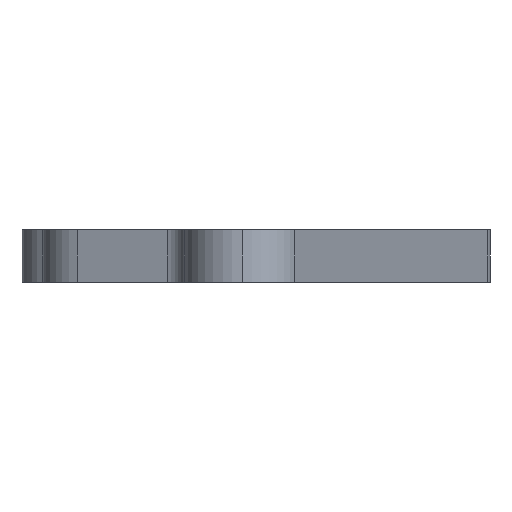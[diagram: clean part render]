
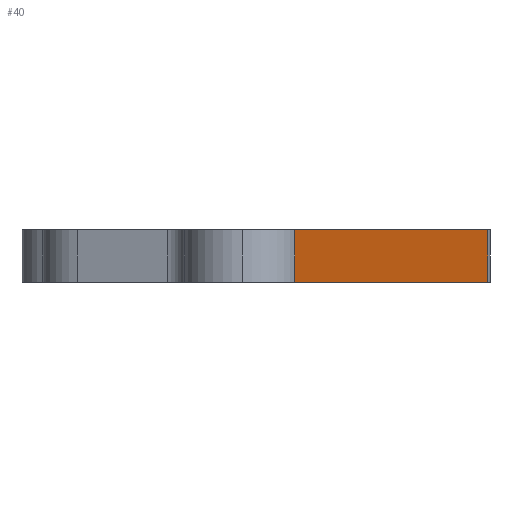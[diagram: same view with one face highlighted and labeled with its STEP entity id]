
A CAD part, left-side view. The second image highlights one B-rep face of the part: STEP entity #40.
In plain terms, the highlighted planar face has unit normal (-0.423, -0.906, 0).
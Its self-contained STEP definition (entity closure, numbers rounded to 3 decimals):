
#10 = CARTESIAN_POINT ( 'NONE',  ( -134.649, -4.969, 10. ) ) ;
#40 = ADVANCED_FACE ( 'NONE', ( #1032 ), #341, .F. ) ;
#79 = LINE ( 'NONE', #647, #1168 ) ;
#82 = LINE ( 'NONE', #184, #581 ) ;
#90 = VERTEX_POINT ( 'NONE', #563 ) ;
#161 = DIRECTION ( 'NONE',  ( 0.906, -0.423, 0. ) ) ;
#184 = CARTESIAN_POINT ( 'NONE',  ( -134.649, -4.969, 10. ) ) ;
#224 = EDGE_LOOP ( 'NONE', ( #1449, #838, #320, #543 ) ) ;
#301 = DIRECTION ( 'NONE',  ( 0., 0., -1. ) ) ;
#320 = ORIENTED_EDGE ( 'NONE', *, *, #431, .F. ) ;
#341 = PLANE ( 'NONE',  #391 ) ;
#373 = EDGE_CURVE ( 'NONE', #90, #1114, #1054, .T. ) ;
#391 = AXIS2_PLACEMENT_3D ( 'NONE', #10, #927, #1387 ) ;
#431 = EDGE_CURVE ( 'NONE', #579, #1451, #82, .T. ) ;
#443 = CARTESIAN_POINT ( 'NONE',  ( -56.027, -41.632, 10. ) ) ;
#494 = DIRECTION ( 'NONE',  ( 0.906, -0.423, 0. ) ) ;
#504 = CARTESIAN_POINT ( 'NONE',  ( -56.027, -41.632, 0. ) ) ;
#530 = DIRECTION ( 'NONE',  ( 0., 0., -1. ) ) ;
#543 = ORIENTED_EDGE ( 'NONE', *, *, #1279, .T. ) ;
#563 = CARTESIAN_POINT ( 'NONE',  ( -134.649, -4.969, 0. ) ) ;
#579 = VERTEX_POINT ( 'NONE', #649 ) ;
#581 = VECTOR ( 'NONE', #161, 1000. ) ;
#647 = CARTESIAN_POINT ( 'NONE',  ( -134.649, -4.969, 10. ) ) ;
#649 = CARTESIAN_POINT ( 'NONE',  ( -134.649, -4.969, 10. ) ) ;
#651 = LINE ( 'NONE', #443, #739 ) ;
#739 = VECTOR ( 'NONE', #301, 1000. ) ;
#825 = CARTESIAN_POINT ( 'NONE',  ( -134.649, -4.969, 0. ) ) ;
#838 = ORIENTED_EDGE ( 'NONE', *, *, #946, .F. ) ;
#927 = DIRECTION ( 'NONE',  ( 0.423, 0.906, 0. ) ) ;
#946 = EDGE_CURVE ( 'NONE', #1451, #1114, #651, .T. ) ;
#1032 = FACE_OUTER_BOUND ( 'NONE', #224, .T. ) ;
#1054 = LINE ( 'NONE', #825, #1417 ) ;
#1114 = VERTEX_POINT ( 'NONE', #504 ) ;
#1137 = CARTESIAN_POINT ( 'NONE',  ( -56.027, -41.632, 10. ) ) ;
#1168 = VECTOR ( 'NONE', #530, 1000. ) ;
#1279 = EDGE_CURVE ( 'NONE', #579, #90, #79, .T. ) ;
#1387 = DIRECTION ( 'NONE',  ( -0.906, 0.423, 0. ) ) ;
#1417 = VECTOR ( 'NONE', #494, 1000. ) ;
#1449 = ORIENTED_EDGE ( 'NONE', *, *, #373, .T. ) ;
#1451 = VERTEX_POINT ( 'NONE', #1137 ) ;
